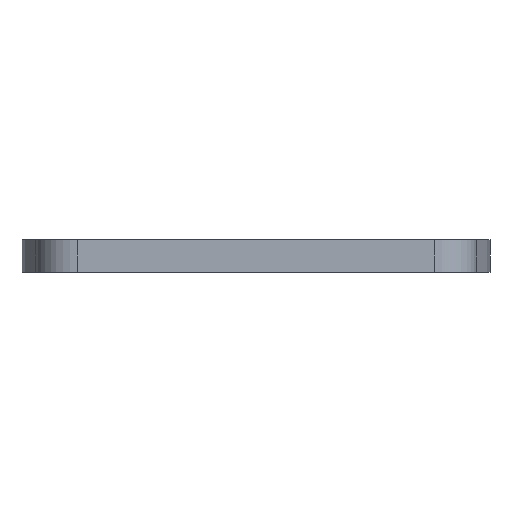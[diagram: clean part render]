
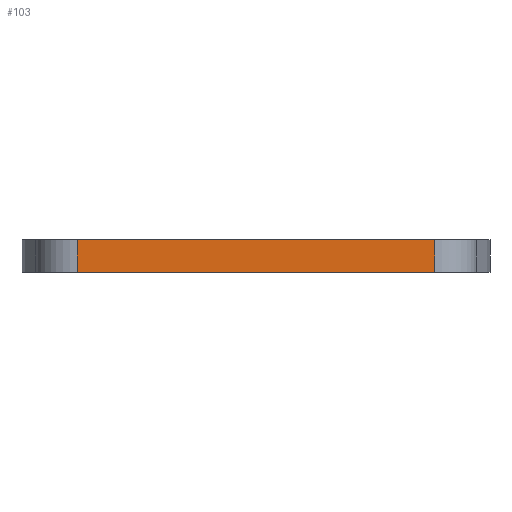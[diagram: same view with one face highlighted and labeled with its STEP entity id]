
A CAD part, left-side view. The second image highlights one B-rep face of the part: STEP entity #103.
In plain terms, the highlighted planar face has unit normal (-1, 0, 0).
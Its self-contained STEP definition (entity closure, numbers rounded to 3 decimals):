
#72=FACE_OUTER_BOUND('',#337,.T.);
#103=ADVANCED_FACE('',(#72),#144,.F.);
#144=PLANE('',#902);
#160=LINE('',#1279,#208);
#172=LINE('',#1340,#220);
#184=LINE('',#1368,#232);
#185=LINE('',#1369,#233);
#208=VECTOR('',#1016,1.);
#220=VECTOR('',#1068,1.);
#232=VECTOR('',#1098,1.);
#233=VECTOR('',#1099,1.);
#337=EDGE_LOOP('',(#478,#479,#480,#481));
#478=ORIENTED_EDGE('',*,*,#715,.F.);
#479=ORIENTED_EDGE('',*,*,#761,.T.);
#480=ORIENTED_EDGE('',*,*,#745,.F.);
#481=ORIENTED_EDGE('',*,*,#762,.T.);
#637=VERTEX_POINT('',#1278);
#638=VERTEX_POINT('',#1280);
#666=VERTEX_POINT('',#1339);
#667=VERTEX_POINT('',#1341);
#715=EDGE_CURVE('',#637,#638,#160,.T.);
#745=EDGE_CURVE('',#666,#667,#172,.T.);
#761=EDGE_CURVE('',#637,#667,#184,.T.);
#762=EDGE_CURVE('',#666,#638,#185,.T.);
#902=AXIS2_PLACEMENT_3D('',#1370,#1100,#1101);
#1016=DIRECTION('',(0.,-1.,0.));
#1068=DIRECTION('',(0.,1.,0.));
#1098=DIRECTION('',(0.,0.,-1.));
#1099=DIRECTION('',(0.,0.,1.));
#1100=DIRECTION('',(1.,0.,0.));
#1101=DIRECTION('',(0.,1.,0.));
#1278=CARTESIAN_POINT('',(-50.671,39.,2.));
#1279=CARTESIAN_POINT('',(-50.671,5.783,2.));
#1280=CARTESIAN_POINT('',(-50.671,-39.,2.));
#1339=CARTESIAN_POINT('',(-50.671,-39.,-5.));
#1340=CARTESIAN_POINT('',(-50.671,-5.783,-5.));
#1341=CARTESIAN_POINT('',(-50.671,39.,-5.));
#1368=CARTESIAN_POINT('',(-50.671,39.,-5.));
#1369=CARTESIAN_POINT('',(-50.671,-39.,-5.));
#1370=CARTESIAN_POINT('',(-50.671,-5.783,-5.));
